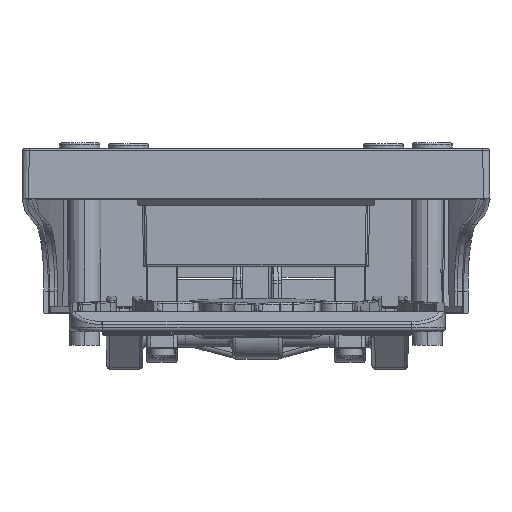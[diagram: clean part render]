
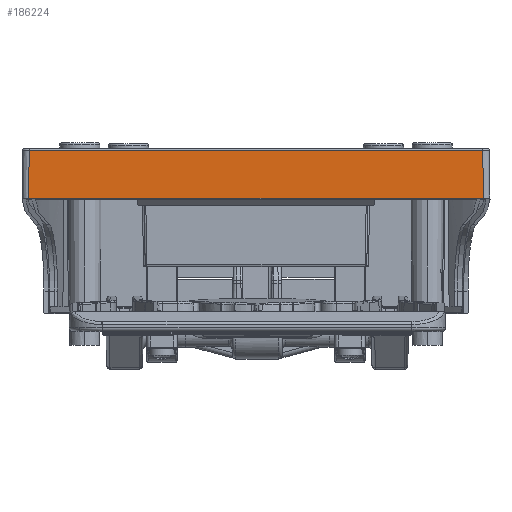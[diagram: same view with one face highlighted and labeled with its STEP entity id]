
A CAD part, top view. The second image highlights one B-rep face of the part: STEP entity #186224.
In plain terms, the highlighted planar face has unit normal (0, 0, 1).
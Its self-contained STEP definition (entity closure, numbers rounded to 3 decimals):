
#5786 = PLANE ( 'NONE',  #106369 ) ;
#5911 = LINE ( 'NONE', #110837, #151162 ) ;
#7874 = CARTESIAN_POINT ( 'NONE',  ( -42.086, 37.5, 239.8 ) ) ;
#29488 = ORIENTED_EDGE ( 'NONE', *, *, #85783, .F. ) ;
#31542 = VECTOR ( 'NONE', #33605, 1000. ) ;
#33605 = DIRECTION ( 'NONE',  ( 1., 0., 0. ) ) ;
#34324 = CARTESIAN_POINT ( 'NONE',  ( 95.582, 23.164, 239.8 ) ) ;
#36764 = ORIENTED_EDGE ( 'NONE', *, *, #78757, .F. ) ;
#42166 = EDGE_LOOP ( 'NONE', ( #29488, #71180, #36764, #76119 ) ) ;
#44430 = VERTEX_POINT ( 'NONE', #7874 ) ;
#55541 = VECTOR ( 'NONE', #211419, 1000. ) ;
#56398 = DIRECTION ( 'NONE',  ( 0., 0., -1. ) ) ;
#71180 = ORIENTED_EDGE ( 'NONE', *, *, #102060, .T. ) ;
#76119 = ORIENTED_EDGE ( 'NONE', *, *, #158183, .F. ) ;
#78757 = EDGE_CURVE ( 'NONE', #149088, #187459, #82794, .T. ) ;
#82794 = LINE ( 'NONE', #86067, #179813 ) ;
#85783 = EDGE_CURVE ( 'NONE', #184117, #44430, #5911, .T. ) ;
#86067 = CARTESIAN_POINT ( 'NONE',  ( 93.138, 30.212, 239.8 ) ) ;
#88361 = DIRECTION ( 'NONE',  ( -1., 0., 0. ) ) ;
#102060 = EDGE_CURVE ( 'NONE', #184117, #187459, #171675, .T. ) ;
#106369 = AXIS2_PLACEMENT_3D ( 'NONE', #137485, #56398, #88361 ) ;
#110837 = CARTESIAN_POINT ( 'NONE',  ( -42.211, 23.164, 239.8 ) ) ;
#114486 = FACE_OUTER_BOUND ( 'NONE', #42166, .T. ) ;
#131579 = CARTESIAN_POINT ( 'NONE',  ( -44.303, 37.5, 239.8 ) ) ;
#137317 = DIRECTION ( 'NONE',  ( 0.009, -1., 0. ) ) ;
#137485 = CARTESIAN_POINT ( 'NONE',  ( -44.303, -11., 239.8 ) ) ;
#149088 = VERTEX_POINT ( 'NONE', #199720 ) ;
#151162 = VECTOR ( 'NONE', #195004, 1000. ) ;
#158183 = EDGE_CURVE ( 'NONE', #44430, #149088, #162468, .T. ) ;
#162468 = LINE ( 'NONE', #131579, #55541 ) ;
#171675 = LINE ( 'NONE', #34324, #31542 ) ;
#179813 = VECTOR ( 'NONE', #137317, 1000. ) ;
#184117 = VERTEX_POINT ( 'NONE', #210774 ) ;
#186224 = ADVANCED_FACE ( 'NONE', ( #114486 ), #5786, .F. ) ;
#187459 = VERTEX_POINT ( 'NONE', #196896 ) ;
#195004 = DIRECTION ( 'NONE',  ( 0.009, 1., 0. ) ) ;
#196896 = CARTESIAN_POINT ( 'NONE',  ( 93.2, 23.164, 239.8 ) ) ;
#199720 = CARTESIAN_POINT ( 'NONE',  ( 93.075, 37.5, 239.8 ) ) ;
#210774 = CARTESIAN_POINT ( 'NONE',  ( -42.211, 23.164, 239.8 ) ) ;
#211419 = DIRECTION ( 'NONE',  ( 1., 0., 0. ) ) ;
